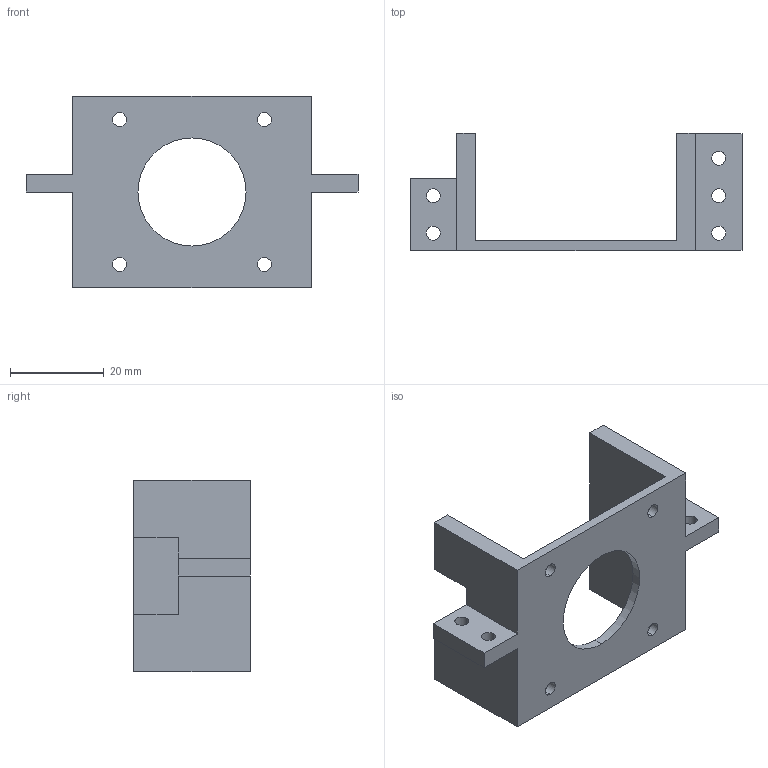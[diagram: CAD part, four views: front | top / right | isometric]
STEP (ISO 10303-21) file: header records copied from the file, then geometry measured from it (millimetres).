
FILE_DESCRIPTION (( 'STEP AP203' ), '1' );
FILE_NAME ('StepMotorBracket.STEP', '2025-08-30T23:14:11', ( '' ), ( '' ), 'SwSTEP 2.0', 'SolidWorks 2025', '' );
FILE_SCHEMA (( 'CONFIG_CONTROL_DESIGN' ));
Length unit declared in the file: millimetre
Products named in the file (1): StepMotorBracket
Bounding box: 71 x 25 x 41 mm (x, y, z)
Volume: 11598.6 mm3; surface area: 8844.2 mm2
Topology: 1 solids, 1 shells, 42 faces, 120 edges, 80 vertices
Faces by surface type: plane 22, cylinder 20
Entity records: 1501 total; most frequent: DIRECTION 246, CARTESIAN_POINT 243, ORIENTED_EDGE 240, EDGE_CURVE 120, AXIS2_PLACEMENT_3D 83, VECTOR 80, VERTEX_POINT 80, LINE 80
